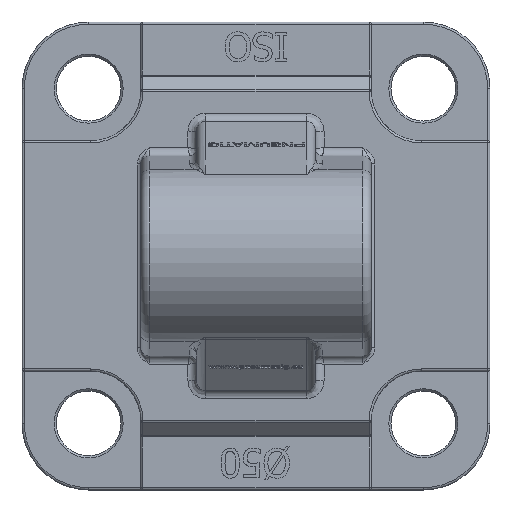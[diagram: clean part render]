
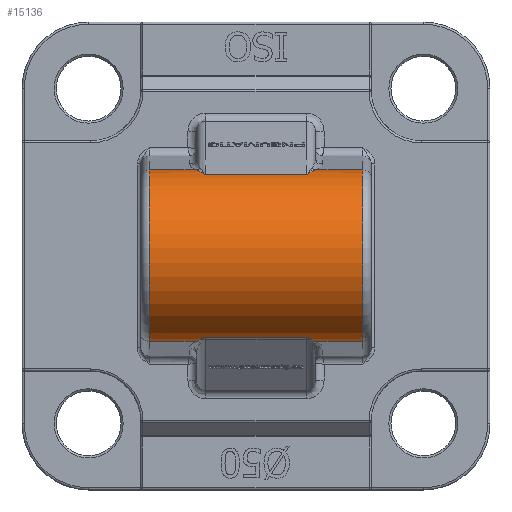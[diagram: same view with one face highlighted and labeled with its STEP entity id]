
A CAD part, top view. The second image highlights one B-rep face of the part: STEP entity #15136.
In plain terms, the highlighted cylindrical face has radius 12 mm (diameter 24 mm), a partial arc.
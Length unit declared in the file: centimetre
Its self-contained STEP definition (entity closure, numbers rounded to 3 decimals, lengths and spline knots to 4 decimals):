
#93=CYLINDRICAL_SURFACE($,#15774,1.2);
#222=CIRCLE($,#15775,1.2);
#223=CIRCLE($,#15776,1.2);
#1389=FACE_OUTER_BOUND($,#2273,.T.);
#2273=EDGE_LOOP($,(#12872,#12873,#12874,#12875,#12876,#12877,#12878,#12879,
#12880,#12881,#12882,#12883));
#3666=LINE($,#26845,#5027);
#3667=LINE($,#26847,#5028);
#3668=LINE($,#26851,#5029);
#3669=LINE($,#26858,#5030);
#3670=LINE($,#26865,#5031);
#3671=LINE($,#26869,#5032);
#5027=VECTOR($,#17941,1.5307);
#5028=VECTOR($,#17942,0.649);
#5029=VECTOR($,#17945,0.649);
#5030=VECTOR($,#17946,1.5307);
#5031=VECTOR($,#17947,0.649);
#5032=VECTOR($,#17950,0.649);
#5823=B_SPLINE_CURVE_WITH_KNOTS($,3,(#26839,#26840,#26841,#26842),
 .UNSPECIFIED.,.F.,.F.,(4,4),(0.,0.1852),
 .UNSPECIFIED.);
#5824=B_SPLINE_CURVE_WITH_KNOTS($,3,(#26853,#26854,#26855,#26856),
 .UNSPECIFIED.,.F.,.F.,(4,4),(-0.1852,0.),.UNSPECIFIED.);
#5825=B_SPLINE_CURVE_WITH_KNOTS($,3,(#26860,#26861,#26862,#26863),
 .UNSPECIFIED.,.F.,.F.,(4,4),(0.,0.1852),.UNSPECIFIED.);
#5826=B_SPLINE_CURVE_WITH_KNOTS($,3,(#26870,#26871,#26872,#26873),
 .UNSPECIFIED.,.F.,.F.,(4,4),(-0.1852,0.),.UNSPECIFIED.);
#7069=VERTEX_POINT($,#26799);
#7071=VERTEX_POINT($,#26820);
#7073=VERTEX_POINT($,#26844);
#7074=VERTEX_POINT($,#26846);
#7075=VERTEX_POINT($,#26848);
#7076=VERTEX_POINT($,#26850);
#7077=VERTEX_POINT($,#26852);
#7078=VERTEX_POINT($,#26857);
#7079=VERTEX_POINT($,#26859);
#7080=VERTEX_POINT($,#26864);
#7081=VERTEX_POINT($,#26866);
#7082=VERTEX_POINT($,#26868);
#9076=EDGE_CURVE($,#7069,#7071,#5823,.T.);
#9077=EDGE_CURVE($,#7073,#7071,#3666,.T.);
#9078=EDGE_CURVE($,#7069,#7074,#3667,.T.);
#9079=EDGE_CURVE($,#7075,#7074,#222,.T.);
#9080=EDGE_CURVE($,#7076,#7075,#3668,.T.);
#9081=EDGE_CURVE($,#7077,#7076,#5824,.T.);
#9082=EDGE_CURVE($,#7077,#7078,#3669,.T.);
#9083=EDGE_CURVE($,#7079,#7078,#5825,.T.);
#9084=EDGE_CURVE($,#7080,#7079,#3670,.T.);
#9085=EDGE_CURVE($,#7081,#7080,#223,.T.);
#9086=EDGE_CURVE($,#7081,#7082,#3671,.T.);
#9087=EDGE_CURVE($,#7073,#7082,#5826,.T.);
#12872=ORIENTED_EDGE($,*,*,#9077,.T.);
#12873=ORIENTED_EDGE($,*,*,#9076,.F.);
#12874=ORIENTED_EDGE($,*,*,#9078,.T.);
#12875=ORIENTED_EDGE($,*,*,#9079,.F.);
#12876=ORIENTED_EDGE($,*,*,#9080,.F.);
#12877=ORIENTED_EDGE($,*,*,#9081,.F.);
#12878=ORIENTED_EDGE($,*,*,#9082,.T.);
#12879=ORIENTED_EDGE($,*,*,#9083,.F.);
#12880=ORIENTED_EDGE($,*,*,#9084,.F.);
#12881=ORIENTED_EDGE($,*,*,#9085,.F.);
#12882=ORIENTED_EDGE($,*,*,#9086,.T.);
#12883=ORIENTED_EDGE($,*,*,#9087,.F.);
#15136=ADVANCED_FACE($,(#1389),#93,.T.);
#15774=AXIS2_PLACEMENT_3D($,#26843,#17939,#17940);
#15775=AXIS2_PLACEMENT_3D($,#26849,#17943,#17944);
#15776=AXIS2_PLACEMENT_3D($,#26867,#17948,#17949);
#17939=DIRECTION('center_axis',(1.,0.,0.));
#17940=DIRECTION('ref_axis',(0.,0.993,0.119));
#17941=DIRECTION($,(1.,0.,0.));
#17942=DIRECTION($,(1.,0.,0.));
#17943=DIRECTION('center_axis',(1.,0.,0.));
#17944=DIRECTION('ref_axis',(0.,0.,1.));
#17945=DIRECTION($,(1.,0.,0.));
#17946=DIRECTION($,(-1.,0.,0.));
#17947=DIRECTION($,(1.,0.,0.));
#17948=DIRECTION('center_axis',(-1.,0.,0.));
#17949=DIRECTION('ref_axis',(0.,0.,1.));
#17950=DIRECTION($,(1.,0.,0.));
#26799=CARTESIAN_POINT('',(0.831,-1.1915,2.8426));
#26820=CARTESIAN_POINT('',(0.7654,-1.1619,3.));
#26839=CARTESIAN_POINT('Ctrl Pts',(0.831,-1.1915,
2.8426));
#26840=CARTESIAN_POINT('Ctrl Pts',(0.8106,-1.1851,
2.896));
#26841=CARTESIAN_POINT('Ctrl Pts',(0.7883,-1.1752,
2.9486));
#26842=CARTESIAN_POINT('Ctrl Pts',(0.7654,-1.1619,
3.));
#26843=CARTESIAN_POINT('Origin',(0.,0.,2.7));
#26844=CARTESIAN_POINT('',(-0.7654,-1.1619,3.));
#26845=CARTESIAN_POINT($,(-0.7654,-1.1619,3.));
#26846=CARTESIAN_POINT('',(1.48,-1.1915,2.8426));
#26847=CARTESIAN_POINT($,(0.831,-1.1915,2.8426));
#26848=CARTESIAN_POINT('',(1.48,1.1915,2.8426));
#26849=CARTESIAN_POINT('Origin',(1.48,0.,2.7));
#26850=CARTESIAN_POINT('',(0.831,1.1915,2.8426));
#26851=CARTESIAN_POINT($,(0.831,1.1915,2.8426));
#26852=CARTESIAN_POINT('',(0.7654,1.1619,3.));
#26853=CARTESIAN_POINT('Ctrl Pts',(0.7654,1.1619,3.));
#26854=CARTESIAN_POINT('Ctrl Pts',(0.7883,1.1752,2.9486));
#26855=CARTESIAN_POINT('Ctrl Pts',(0.8106,1.1851,2.896));
#26856=CARTESIAN_POINT('Ctrl Pts',(0.831,1.1915,2.8426));
#26857=CARTESIAN_POINT('',(-0.7654,1.1619,3.));
#26858=CARTESIAN_POINT($,(0.7654,1.1619,3.));
#26859=CARTESIAN_POINT('',(-0.831,1.1915,2.8426));
#26860=CARTESIAN_POINT('Ctrl Pts',(-0.831,1.1915,
2.8426));
#26861=CARTESIAN_POINT('Ctrl Pts',(-0.8106,1.1851,
2.896));
#26862=CARTESIAN_POINT('Ctrl Pts',(-0.7883,1.1752,
2.9486));
#26863=CARTESIAN_POINT('Ctrl Pts',(-0.7654,1.1619,
3.));
#26864=CARTESIAN_POINT('',(-1.48,1.1915,2.8426));
#26865=CARTESIAN_POINT($,(-1.48,1.1915,2.8426));
#26866=CARTESIAN_POINT('',(-1.48,-1.1915,2.8426));
#26867=CARTESIAN_POINT('Origin',(-1.48,0.,2.7));
#26868=CARTESIAN_POINT('',(-0.831,-1.1915,2.8426));
#26869=CARTESIAN_POINT($,(-1.48,-1.1915,2.8426));
#26870=CARTESIAN_POINT('Ctrl Pts',(-0.7654,-1.1619,
3.));
#26871=CARTESIAN_POINT('Ctrl Pts',(-0.7883,-1.1752,
2.9486));
#26872=CARTESIAN_POINT('Ctrl Pts',(-0.8106,-1.1851,
2.896));
#26873=CARTESIAN_POINT('Ctrl Pts',(-0.831,-1.1915,
2.8426));
